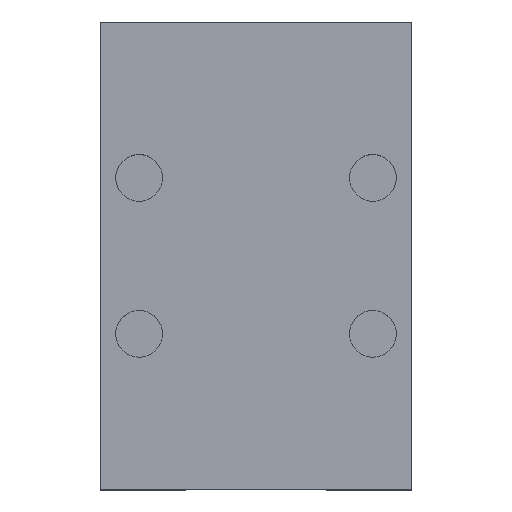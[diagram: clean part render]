
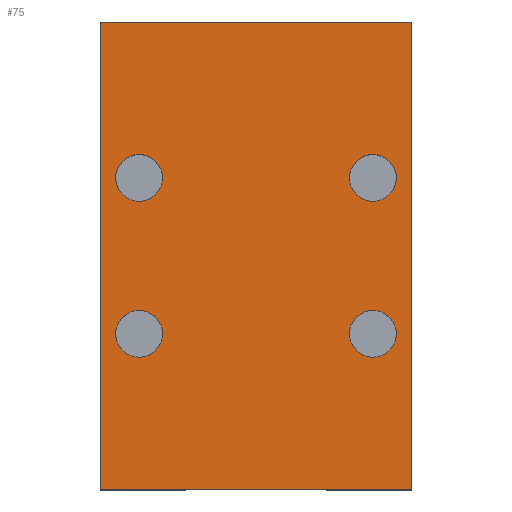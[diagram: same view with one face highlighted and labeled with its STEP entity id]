
A CAD part, top view. The second image highlights one B-rep face of the part: STEP entity #75.
In plain terms, the highlighted planar face has unit normal (0, 0, 1).
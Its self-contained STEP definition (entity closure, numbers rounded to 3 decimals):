
#4 = CIRCLE ( 'NONE', #161, 1.5 ) ;
#9 = ORIENTED_EDGE ( 'NONE', *, *, #103, .F. ) ;
#19 = DIRECTION ( 'NONE',  ( -1., 0., 0. ) ) ;
#22 = CARTESIAN_POINT ( 'NONE',  ( -10., 30., 4. ) ) ;
#25 = DIRECTION ( 'NONE',  ( 0., 0., 1. ) ) ;
#32 = CIRCLE ( 'NONE', #139, 1.5 ) ;
#54 = DIRECTION ( 'NONE',  ( 0., 0., 1. ) ) ;
#56 = CIRCLE ( 'NONE', #152, 1.5 ) ;
#65 = CARTESIAN_POINT ( 'NONE',  ( 9., 20., 4. ) ) ;
#66 = FACE_OUTER_BOUND ( 'NONE', #238, .T. ) ;
#69 = CARTESIAN_POINT ( 'NONE',  ( -6., 10., 4. ) ) ;
#71 = CARTESIAN_POINT ( 'NONE',  ( -6., 20., 4. ) ) ;
#74 = AXIS2_PLACEMENT_3D ( 'NONE', #79, #440, #488 ) ;
#75 = ADVANCED_FACE ( 'NONE', ( #606, #316, #264, #177, #66 ), #572, .F. ) ;
#79 = CARTESIAN_POINT ( 'NONE',  ( 7.5, 10., 4. ) ) ;
#94 = AXIS2_PLACEMENT_3D ( 'NONE', #472, #566, #520 ) ;
#95 = ORIENTED_EDGE ( 'NONE', *, *, #223, .F. ) ;
#98 = CARTESIAN_POINT ( 'NONE',  ( 10., 0., 4. ) ) ;
#99 = CARTESIAN_POINT ( 'NONE',  ( -10., 0., 4. ) ) ;
#100 = LINE ( 'NONE', #375, #491 ) ;
#102 = VERTEX_POINT ( 'NONE', #71 ) ;
#103 = EDGE_CURVE ( 'NONE', #189, #344, #418, .T. ) ;
#108 = VECTOR ( 'NONE', #507, 1000. ) ;
#113 = CARTESIAN_POINT ( 'NONE',  ( -10., 30., 4. ) ) ;
#131 = CIRCLE ( 'NONE', #94, 1.5 ) ;
#139 = AXIS2_PLACEMENT_3D ( 'NONE', #175, #25, #224 ) ;
#145 = CARTESIAN_POINT ( 'NONE',  ( -10., 30., 4. ) ) ;
#146 = DIRECTION ( 'NONE',  ( 0., 0., 1. ) ) ;
#148 = ORIENTED_EDGE ( 'NONE', *, *, #287, .F. ) ;
#152 = AXIS2_PLACEMENT_3D ( 'NONE', #249, #195, #251 ) ;
#161 = AXIS2_PLACEMENT_3D ( 'NONE', #601, #146, #351 ) ;
#163 = ORIENTED_EDGE ( 'NONE', *, *, #622, .F. ) ;
#165 = VERTEX_POINT ( 'NONE', #388 ) ;
#172 = ORIENTED_EDGE ( 'NONE', *, *, #210, .F. ) ;
#175 = CARTESIAN_POINT ( 'NONE',  ( 7.5, 10., 4. ) ) ;
#177 = FACE_BOUND ( 'NONE', #451, .T. ) ;
#179 = EDGE_LOOP ( 'NONE', ( #95, #580 ) ) ;
#189 = VERTEX_POINT ( 'NONE', #493 ) ;
#195 = DIRECTION ( 'NONE',  ( 0., 0., 1. ) ) ;
#196 = VERTEX_POINT ( 'NONE', #384 ) ;
#201 = EDGE_CURVE ( 'NONE', #102, #165, #652, .T. ) ;
#210 = EDGE_CURVE ( 'NONE', #289, #402, #523, .T. ) ;
#211 = ORIENTED_EDGE ( 'NONE', *, *, #480, .T. ) ;
#223 = EDGE_CURVE ( 'NONE', #599, #196, #4, .T. ) ;
#224 = DIRECTION ( 'NONE',  ( -1., 0., 0. ) ) ;
#233 = DIRECTION ( 'NONE',  ( 0., 0., 1. ) ) ;
#238 = EDGE_LOOP ( 'NONE', ( #495, #9, #148, #211 ) ) ;
#249 = CARTESIAN_POINT ( 'NONE',  ( 7.5, 20., 4. ) ) ;
#251 = DIRECTION ( 'NONE',  ( 1., 0., 0. ) ) ;
#264 = FACE_BOUND ( 'NONE', #179, .T. ) ;
#267 = CIRCLE ( 'NONE', #420, 1.5 ) ;
#270 = ORIENTED_EDGE ( 'NONE', *, *, #490, .F. ) ;
#281 = CARTESIAN_POINT ( 'NONE',  ( -7.5, 10., 4. ) ) ;
#287 = EDGE_CURVE ( 'NONE', #357, #189, #624, .T. ) ;
#289 = VERTEX_POINT ( 'NONE', #450 ) ;
#290 = DIRECTION ( 'NONE',  ( 1., 0., 0. ) ) ;
#300 = CARTESIAN_POINT ( 'NONE',  ( -10., 30., 4. ) ) ;
#308 = CARTESIAN_POINT ( 'NONE',  ( 6., 10., 4. ) ) ;
#313 = EDGE_CURVE ( 'NONE', #196, #599, #56, .T. ) ;
#316 = FACE_BOUND ( 'NONE', #481, .T. ) ;
#317 = ORIENTED_EDGE ( 'NONE', *, *, #642, .F. ) ;
#321 = DIRECTION ( 'NONE',  ( 1., 0., 0. ) ) ;
#330 = DIRECTION ( 'NONE',  ( 1., 0., 0. ) ) ;
#344 = VERTEX_POINT ( 'NONE', #98 ) ;
#351 = DIRECTION ( 'NONE',  ( 1., 0., 0. ) ) ;
#357 = VERTEX_POINT ( 'NONE', #300 ) ;
#375 = CARTESIAN_POINT ( 'NONE',  ( -10., 0., 4. ) ) ;
#380 = DIRECTION ( 'NONE',  ( 0., 0., -1. ) ) ;
#384 = CARTESIAN_POINT ( 'NONE',  ( 6., 20., 4. ) ) ;
#388 = CARTESIAN_POINT ( 'NONE',  ( -9., 20., 4. ) ) ;
#400 = AXIS2_PLACEMENT_3D ( 'NONE', #22, #380, #19 ) ;
#402 = VERTEX_POINT ( 'NONE', #308 ) ;
#407 = CARTESIAN_POINT ( 'NONE',  ( -7.5, 20., 4. ) ) ;
#415 = LINE ( 'NONE', #113, #432 ) ;
#418 = LINE ( 'NONE', #482, #442 ) ;
#420 = AXIS2_PLACEMENT_3D ( 'NONE', #407, #54, #321 ) ;
#422 = DIRECTION ( 'NONE',  ( 0., -1., 0. ) ) ;
#423 = CARTESIAN_POINT ( 'NONE',  ( -9., 10., 4. ) ) ;
#432 = VECTOR ( 'NONE', #422, 1000. ) ;
#435 = VERTEX_POINT ( 'NONE', #99 ) ;
#436 = DIRECTION ( 'NONE',  ( 0., -1., 0. ) ) ;
#440 = DIRECTION ( 'NONE',  ( 0., 0., 1. ) ) ;
#442 = VECTOR ( 'NONE', #436, 1000. ) ;
#443 = EDGE_LOOP ( 'NONE', ( #317, #270 ) ) ;
#450 = CARTESIAN_POINT ( 'NONE',  ( 9., 10., 4. ) ) ;
#451 = EDGE_LOOP ( 'NONE', ( #631, #565 ) ) ;
#455 = DIRECTION ( 'NONE',  ( 0., 0., 1. ) ) ;
#468 = EDGE_CURVE ( 'NONE', #165, #102, #267, .T. ) ;
#469 = CIRCLE ( 'NONE', #611, 1.5 ) ;
#472 = CARTESIAN_POINT ( 'NONE',  ( -7.5, 10., 4. ) ) ;
#480 = EDGE_CURVE ( 'NONE', #357, #435, #415, .T. ) ;
#481 = EDGE_LOOP ( 'NONE', ( #172, #163 ) ) ;
#482 = CARTESIAN_POINT ( 'NONE',  ( 10., 30., 4. ) ) ;
#488 = DIRECTION ( 'NONE',  ( -1., 0., 0. ) ) ;
#489 = CARTESIAN_POINT ( 'NONE',  ( -7.5, 20., 4. ) ) ;
#490 = EDGE_CURVE ( 'NONE', #600, #564, #131, .T. ) ;
#491 = VECTOR ( 'NONE', #330, 1000. ) ;
#493 = CARTESIAN_POINT ( 'NONE',  ( 10., 30., 4. ) ) ;
#495 = ORIENTED_EDGE ( 'NONE', *, *, #543, .T. ) ;
#507 = DIRECTION ( 'NONE',  ( 1., 0., 0. ) ) ;
#520 = DIRECTION ( 'NONE',  ( -1., 0., 0. ) ) ;
#523 = CIRCLE ( 'NONE', #74, 1.5 ) ;
#543 = EDGE_CURVE ( 'NONE', #435, #344, #100, .T. ) ;
#564 = VERTEX_POINT ( 'NONE', #69 ) ;
#565 = ORIENTED_EDGE ( 'NONE', *, *, #468, .F. ) ;
#566 = DIRECTION ( 'NONE',  ( 0., 0., 1. ) ) ;
#572 = PLANE ( 'NONE',  #400 ) ;
#580 = ORIENTED_EDGE ( 'NONE', *, *, #313, .F. ) ;
#587 = DIRECTION ( 'NONE',  ( -1., 0., 0. ) ) ;
#592 = AXIS2_PLACEMENT_3D ( 'NONE', #489, #233, #290 ) ;
#599 = VERTEX_POINT ( 'NONE', #65 ) ;
#600 = VERTEX_POINT ( 'NONE', #423 ) ;
#601 = CARTESIAN_POINT ( 'NONE',  ( 7.5, 20., 4. ) ) ;
#606 = FACE_BOUND ( 'NONE', #443, .T. ) ;
#611 = AXIS2_PLACEMENT_3D ( 'NONE', #281, #455, #587 ) ;
#622 = EDGE_CURVE ( 'NONE', #402, #289, #32, .T. ) ;
#624 = LINE ( 'NONE', #145, #108 ) ;
#631 = ORIENTED_EDGE ( 'NONE', *, *, #201, .F. ) ;
#642 = EDGE_CURVE ( 'NONE', #564, #600, #469, .T. ) ;
#652 = CIRCLE ( 'NONE', #592, 1.5 ) ;
